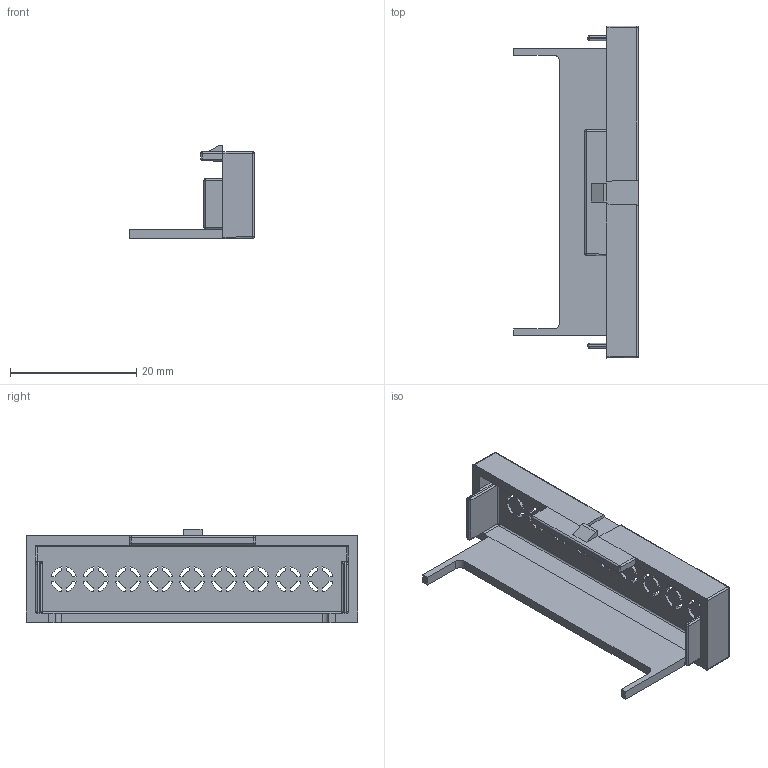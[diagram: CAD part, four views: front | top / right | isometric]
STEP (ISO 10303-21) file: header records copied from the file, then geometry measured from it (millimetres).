
FILE_DESCRIPTION (( 'STEP AP203' ), '1' );
FILE_NAME ('044913005.STEP', '2017-04-05T08:46:43', ( 'edv' ), ( 'Hewlett-Packard Company' ), 'SwSTEP 2.0', 'SolidWorks 2012', '' );
FILE_SCHEMA (( 'CONFIG_CONTROL_DESIGN' ));
Length unit declared in the file: millimetre
Products named in the file (1): 044913005
Bounding box: 19.8 x 52.6 x 14.8 mm (x, y, z)
Volume: 2098.7 mm3; surface area: 3667.8 mm2
Topology: 1 solids, 1 shells, 258 faces, 779 edges, 478 vertices
Faces by surface type: plane 131, cylinder 103, bspline 24
Entity records: 9401 total; most frequent: CARTESIAN_POINT 2279, ORIENTED_EDGE 1520, DIRECTION 1464, EDGE_CURVE 760, AXIS2_PLACEMENT_3D 491, VECTOR 482, LINE 482, VERTEX_POINT 478
